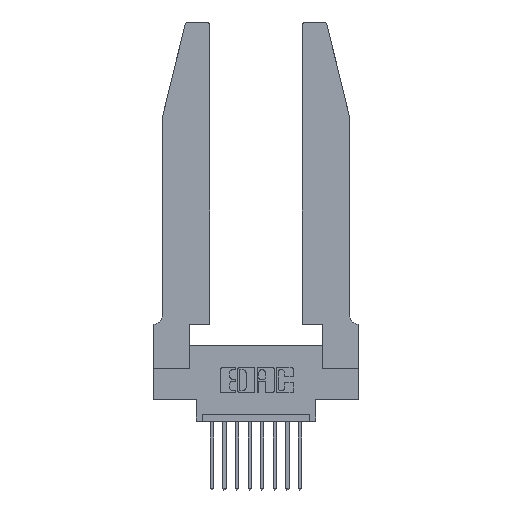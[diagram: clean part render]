
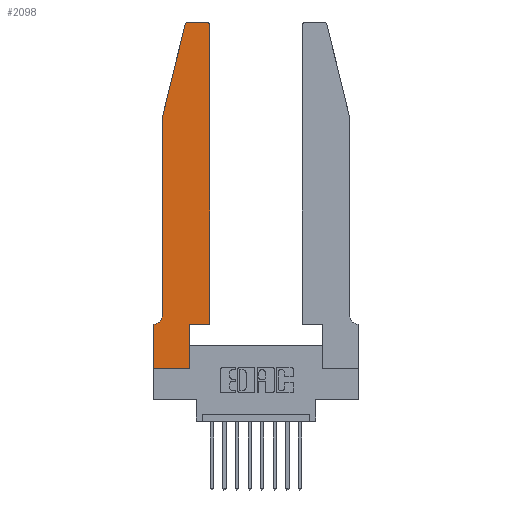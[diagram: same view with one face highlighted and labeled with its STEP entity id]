
A CAD part, top view. The second image highlights one B-rep face of the part: STEP entity #2098.
In plain terms, the highlighted planar face has unit normal (0, 0, 1).
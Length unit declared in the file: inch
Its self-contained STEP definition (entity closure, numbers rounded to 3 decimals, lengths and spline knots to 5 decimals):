
#114 = CARTESIAN_POINT ( 'NONE',  ( 0.0055, 0.35, 0.37 ) ) ;
#182 = CARTESIAN_POINT ( 'NONE',  ( 0.4505, 2.72, 0.37 ) ) ;
#687 = DIRECTION ( 'NONE',  ( -1., 0., 0. ) ) ;
#763 = EDGE_CURVE ( 'NONE', #3467, #10117, #14859, .T. ) ;
#845 = DIRECTION ( 'NONE',  ( 0., 0., 1. ) ) ;
#858 = EDGE_CURVE ( 'NONE', #7252, #3360, #5088, .T. ) ;
#1275 = CARTESIAN_POINT ( 'NONE',  ( 0.25487, 2.72718, 0.37 ) ) ;
#1392 = LINE ( 'NONE', #9519, #9840 ) ;
#1540 = DIRECTION ( 'NONE',  ( 0., 1., 0. ) ) ;
#1655 = ORIENTED_EDGE ( 'NONE', *, *, #8061, .T. ) ;
#1923 = VECTOR ( 'NONE', #2739, 39.37008 ) ;
#2008 = EDGE_CURVE ( 'NONE', #10117, #3507, #13365, .T. ) ;
#2049 = EDGE_CURVE ( 'NONE', #3507, #6313, #1392, .T. ) ;
#2098 = ADVANCED_FACE ( 'NONE', ( #8127 ), #2295, .T. ) ;
#2295 = PLANE ( 'NONE',  #5701 ) ;
#2326 = ORIENTED_EDGE ( 'NONE', *, *, #12621, .T. ) ;
#2492 = CARTESIAN_POINT ( 'NONE',  ( 0.0055, 0.42, 0.37 ) ) ;
#2598 = DIRECTION ( 'NONE',  ( 0., 0., -1. ) ) ;
#2627 = DIRECTION ( 'NONE',  ( 0., 0., 1. ) ) ;
#2739 = DIRECTION ( 'NONE',  ( 1., 0., 0. ) ) ;
#2809 = ORIENTED_EDGE ( 'NONE', *, *, #763, .T. ) ;
#2819 = ORIENTED_EDGE ( 'NONE', *, *, #4852, .T. ) ;
#2858 = CARTESIAN_POINT ( 'NONE',  ( 0.2865, 0.35, 0.37 ) ) ;
#2874 = EDGE_CURVE ( 'NONE', #6313, #3202, #7733, .T. ) ;
#2930 = ORIENTED_EDGE ( 'NONE', *, *, #4361, .T. ) ;
#3202 = VERTEX_POINT ( 'NONE', #114 ) ;
#3246 = VECTOR ( 'NONE', #13345, 39.37008 ) ;
#3326 = CARTESIAN_POINT ( 'NONE',  ( 0.2865, 0., 0.37 ) ) ;
#3360 = VERTEX_POINT ( 'NONE', #3326 ) ;
#3467 = VERTEX_POINT ( 'NONE', #8534 ) ;
#3507 = VERTEX_POINT ( 'NONE', #9473 ) ;
#3570 = CARTESIAN_POINT ( 'NONE',  ( 0.0755, 0.42, 0.37 ) ) ;
#3680 = AXIS2_PLACEMENT_3D ( 'NONE', #12801, #845, #9235 ) ;
#3904 = CARTESIAN_POINT ( 'NONE',  ( 0.0755, 0.35, 0.37 ) ) ;
#3993 = VECTOR ( 'NONE', #12597, 39.37008 ) ;
#3995 = DIRECTION ( 'NONE',  ( -1., 0., 0. ) ) ;
#4043 = CARTESIAN_POINT ( 'NONE',  ( 0.4505, 0.35, 0.37 ) ) ;
#4361 = EDGE_CURVE ( 'NONE', #5369, #13078, #9207, .T. ) ;
#4773 = DIRECTION ( 'NONE',  ( 0., -1., 0. ) ) ;
#4852 = EDGE_CURVE ( 'NONE', #13078, #15485, #10901, .T. ) ;
#4939 = VERTEX_POINT ( 'NONE', #11273 ) ;
#5088 = LINE ( 'NONE', #14185, #3246 ) ;
#5091 = CARTESIAN_POINT ( 'NONE',  ( 0.4205, 2.72, 0.37 ) ) ;
#5369 = VERTEX_POINT ( 'NONE', #13846 ) ;
#5384 = CARTESIAN_POINT ( 'NONE',  ( 0.2605, 2.75, 0.37 ) ) ;
#5659 = VECTOR ( 'NONE', #4773, 39.37008 ) ;
#5701 = AXIS2_PLACEMENT_3D ( 'NONE', #7077, #15474, #5921 ) ;
#5921 = DIRECTION ( 'NONE',  ( 1., 0., 0. ) ) ;
#5922 = CARTESIAN_POINT ( 'NONE',  ( 0., 0., 0.37 ) ) ;
#6313 = VERTEX_POINT ( 'NONE', #3570 ) ;
#6516 = ORIENTED_EDGE ( 'NONE', *, *, #13611, .T. ) ;
#6557 = LINE ( 'NONE', #5384, #13133 ) ;
#6769 = LINE ( 'NONE', #4043, #1923 ) ;
#6995 = CARTESIAN_POINT ( 'NONE',  ( 0.4505, 0.35, 0.37 ) ) ;
#7077 = CARTESIAN_POINT ( 'NONE',  ( 0., 0.35, 0.37 ) ) ;
#7252 = VERTEX_POINT ( 'NONE', #14956 ) ;
#7733 = CIRCLE ( 'NONE', #10658, 0.07 ) ;
#8061 = EDGE_CURVE ( 'NONE', #3360, #12463, #12312, .T. ) ;
#8127 = FACE_OUTER_BOUND ( 'NONE', #13736, .T. ) ;
#8137 = ORIENTED_EDGE ( 'NONE', *, *, #2008, .T. ) ;
#8336 = VECTOR ( 'NONE', #1540, 39.37008 ) ;
#8534 = CARTESIAN_POINT ( 'NONE',  ( 0.284, 2.75, 0.37 ) ) ;
#8810 = ORIENTED_EDGE ( 'NONE', *, *, #858, .T. ) ;
#9207 = LINE ( 'NONE', #6995, #10165 ) ;
#9235 = DIRECTION ( 'NONE',  ( 1., 0., 0. ) ) ;
#9473 = CARTESIAN_POINT ( 'NONE',  ( 0.0755, 2., 0.37 ) ) ;
#9519 = CARTESIAN_POINT ( 'NONE',  ( 0.0755, 2., 0.37 ) ) ;
#9840 = VECTOR ( 'NONE', #11939, 39.37008 ) ;
#9860 = ORIENTED_EDGE ( 'NONE', *, *, #2874, .T. ) ;
#9920 = ORIENTED_EDGE ( 'NONE', *, *, #13275, .T. ) ;
#10117 = VERTEX_POINT ( 'NONE', #1275 ) ;
#10165 = VECTOR ( 'NONE', #14260, 39.37008 ) ;
#10174 = LINE ( 'NONE', #5922, #5659 ) ;
#10658 = AXIS2_PLACEMENT_3D ( 'NONE', #2492, #2598, #11036 ) ;
#10687 = CARTESIAN_POINT ( 'NONE',  ( 0.4205, 2.75, 0.37 ) ) ;
#10901 = CIRCLE ( 'NONE', #12086, 0.03 ) ;
#11036 = DIRECTION ( 'NONE',  ( -1., 0., 0. ) ) ;
#11273 = CARTESIAN_POINT ( 'NONE',  ( 0., 0.35, 0.37 ) ) ;
#11719 = EDGE_CURVE ( 'NONE', #12463, #5369, #6769, .T. ) ;
#11939 = DIRECTION ( 'NONE',  ( 0., -1., 0. ) ) ;
#12056 = ORIENTED_EDGE ( 'NONE', *, *, #2049, .T. ) ;
#12086 = AXIS2_PLACEMENT_3D ( 'NONE', #5091, #2627, #14573 ) ;
#12093 = CARTESIAN_POINT ( 'NONE',  ( 0.2865, 0.35, 0.37 ) ) ;
#12312 = LINE ( 'NONE', #2858, #8336 ) ;
#12463 = VERTEX_POINT ( 'NONE', #12093 ) ;
#12597 = DIRECTION ( 'NONE',  ( -0.239, -0.971, 0. ) ) ;
#12621 = EDGE_CURVE ( 'NONE', #4939, #7252, #10174, .T. ) ;
#12801 = CARTESIAN_POINT ( 'NONE',  ( 0.284, 2.72, 0.37 ) ) ;
#13078 = VERTEX_POINT ( 'NONE', #182 ) ;
#13120 = VECTOR ( 'NONE', #3995, 39.37008 ) ;
#13133 = VECTOR ( 'NONE', #687, 39.37008 ) ;
#13203 = ORIENTED_EDGE ( 'NONE', *, *, #11719, .T. ) ;
#13275 = EDGE_CURVE ( 'NONE', #15485, #3467, #6557, .T. ) ;
#13345 = DIRECTION ( 'NONE',  ( 1., 0., 0. ) ) ;
#13365 = LINE ( 'NONE', #13937, #3993 ) ;
#13611 = EDGE_CURVE ( 'NONE', #3202, #4939, #13869, .T. ) ;
#13736 = EDGE_LOOP ( 'NONE', ( #9920, #2809, #8137, #12056, #9860, #6516, #2326, #8810, #1655, #13203, #2930, #2819 ) ) ;
#13846 = CARTESIAN_POINT ( 'NONE',  ( 0.4505, 0.35, 0.37 ) ) ;
#13869 = LINE ( 'NONE', #3904, #13120 ) ;
#13937 = CARTESIAN_POINT ( 'NONE',  ( 0.0755, 2., 0.37 ) ) ;
#14185 = CARTESIAN_POINT ( 'NONE',  ( 0., 0., 0.37 ) ) ;
#14260 = DIRECTION ( 'NONE',  ( 0., 1., 0. ) ) ;
#14573 = DIRECTION ( 'NONE',  ( 1., 0., 0. ) ) ;
#14859 = CIRCLE ( 'NONE', #3680, 0.03 ) ;
#14956 = CARTESIAN_POINT ( 'NONE',  ( 0., 0., 0.37 ) ) ;
#15474 = DIRECTION ( 'NONE',  ( 0., 0., 1. ) ) ;
#15485 = VERTEX_POINT ( 'NONE', #10687 ) ;
